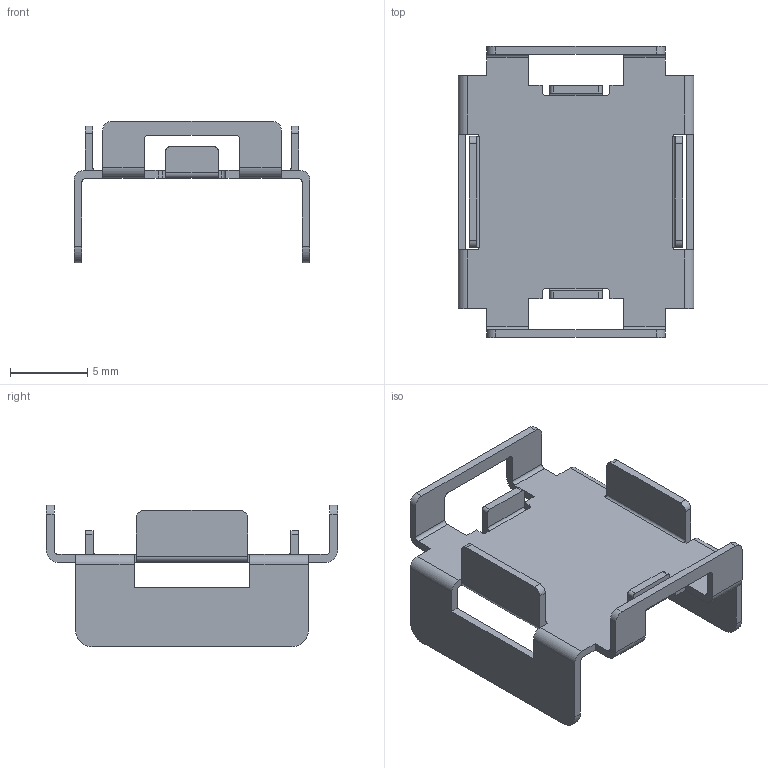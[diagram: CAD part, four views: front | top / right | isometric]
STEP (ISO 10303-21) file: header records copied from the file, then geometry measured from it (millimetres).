
FILE_DESCRIPTION(/* description */ ('Unknown'),/* implementation_level */ '2;1');
FILE_NAME(/* name */ '217-36CTE6',/* time_stamp */ '2024-09-26T07:52:41+02:00',/* author */ ('Unknown'),/* organization */ ('Unknown'),/* preprocessor_version */ 'ST-DEVELOPER v18.102',/* originating_system */ 'Solid Edge',/* authorisation */ 'Unknown');
FILE_SCHEMA (('AUTOMOTIVE_DESIGN {1 0 10303 214 3 1 1}'));
Length unit declared in the file: millimetre
Products named in the file (1): 217-36CTE6
Bounding box: 15.24 x 18.8 x 9.14 mm (x, y, z)
Volume: 232.8 mm3; surface area: 1016.5 mm2
Topology: 1 solids, 1 shells, 118 faces, 368 edges, 244 vertices
Faces by surface type: plane 70, cylinder 48
Entity records: 4142 total; most frequent: ORIENTED_EDGE 736, CARTESIAN_POINT 731, DIRECTION 702, EDGE_CURVE 368, LINE 272, VECTOR 272, VERTEX_POINT 244, AXIS2_PLACEMENT_3D 215
